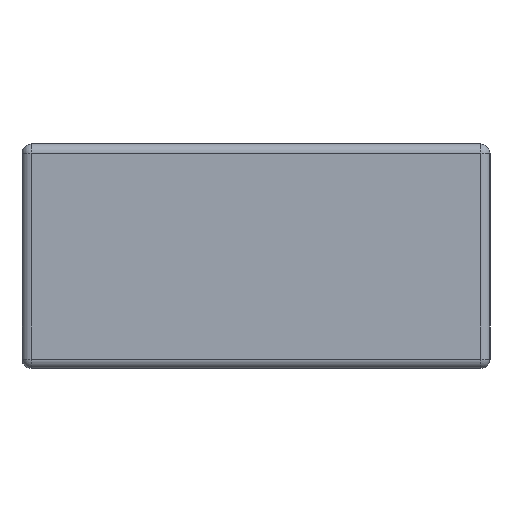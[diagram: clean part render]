
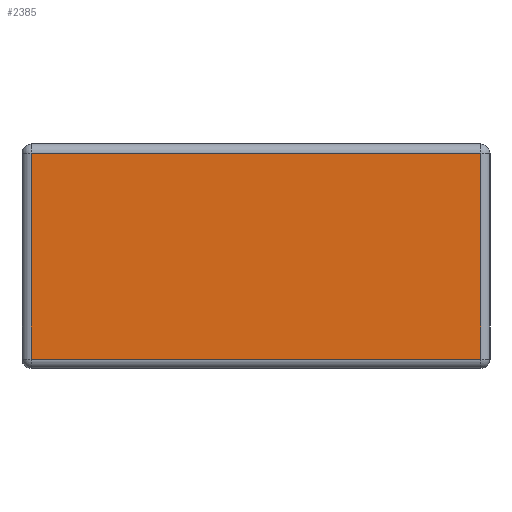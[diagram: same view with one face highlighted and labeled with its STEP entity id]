
A CAD part, left-side view. The second image highlights one B-rep face of the part: STEP entity #2385.
In plain terms, the highlighted planar face has unit normal (-1, 0, 0).
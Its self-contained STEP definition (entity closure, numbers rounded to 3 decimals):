
#35 = DIRECTION ( 'NONE',  ( 0., 0., -1. ) ) ;
#319 = EDGE_LOOP ( 'NONE', ( #5958, #2354, #8375, #8570 ) ) ;
#912 = FACE_OUTER_BOUND ( 'NONE', #319, .T. ) ;
#948 = CARTESIAN_POINT ( 'NONE',  ( -1., -0.6, 0.6 ) ) ;
#1374 = DIRECTION ( 'NONE',  ( 0., 0., -1. ) ) ;
#1493 = EDGE_CURVE ( 'NONE', #6359, #11090, #10598, .T. ) ;
#1619 = CARTESIAN_POINT ( 'NONE',  ( -1., -0.6, 0.025 ) ) ;
#1644 = DIRECTION ( 'NONE',  ( 0., 0., 1. ) ) ;
#2354 = ORIENTED_EDGE ( 'NONE', *, *, #11464, .T. ) ;
#2385 = ADVANCED_FACE ( 'NONE', ( #912 ), #5210, .F. ) ;
#3032 = VECTOR ( 'NONE', #7831, 1000. ) ;
#3288 = CARTESIAN_POINT ( 'NONE',  ( -1., -0.625, 0.025 ) ) ;
#3531 = CARTESIAN_POINT ( 'NONE',  ( -1., 0.6, 0.575 ) ) ;
#3637 = VECTOR ( 'NONE', #1644, 1000. ) ;
#4910 = VECTOR ( 'NONE', #1374, 1000. ) ;
#5154 = CARTESIAN_POINT ( 'NONE',  ( -1., -0.6, 0.575 ) ) ;
#5210 = PLANE ( 'NONE',  #10182 ) ;
#5789 = CARTESIAN_POINT ( 'NONE',  ( -1., 0.6, 0.6 ) ) ;
#5952 = LINE ( 'NONE', #3288, #3032 ) ;
#5958 = ORIENTED_EDGE ( 'NONE', *, *, #10079, .T. ) ;
#6359 = VERTEX_POINT ( 'NONE', #1619 ) ;
#6389 = VECTOR ( 'NONE', #10547, 1000. ) ;
#6731 = LINE ( 'NONE', #5789, #4910 ) ;
#6841 = CARTESIAN_POINT ( 'NONE',  ( -1., -0.625, 0.575 ) ) ;
#6972 = DIRECTION ( 'NONE',  ( 1., 0., 0. ) ) ;
#7831 = DIRECTION ( 'NONE',  ( 0., -1., 0. ) ) ;
#8375 = ORIENTED_EDGE ( 'NONE', *, *, #1493, .T. ) ;
#8521 = CARTESIAN_POINT ( 'NONE',  ( -1., 0.6, 0.025 ) ) ;
#8570 = ORIENTED_EDGE ( 'NONE', *, *, #11400, .T. ) ;
#8709 = LINE ( 'NONE', #6841, #6389 ) ;
#8777 = CARTESIAN_POINT ( 'NONE',  ( -1., -0.625, 0.6 ) ) ;
#9617 = VERTEX_POINT ( 'NONE', #3531 ) ;
#10079 = EDGE_CURVE ( 'NONE', #9617, #11347, #6731, .T. ) ;
#10182 = AXIS2_PLACEMENT_3D ( 'NONE', #8777, #6972, #35 ) ;
#10547 = DIRECTION ( 'NONE',  ( 0., 1., 0. ) ) ;
#10598 = LINE ( 'NONE', #948, #3637 ) ;
#11090 = VERTEX_POINT ( 'NONE', #5154 ) ;
#11347 = VERTEX_POINT ( 'NONE', #8521 ) ;
#11400 = EDGE_CURVE ( 'NONE', #11090, #9617, #8709, .T. ) ;
#11464 = EDGE_CURVE ( 'NONE', #11347, #6359, #5952, .T. ) ;
